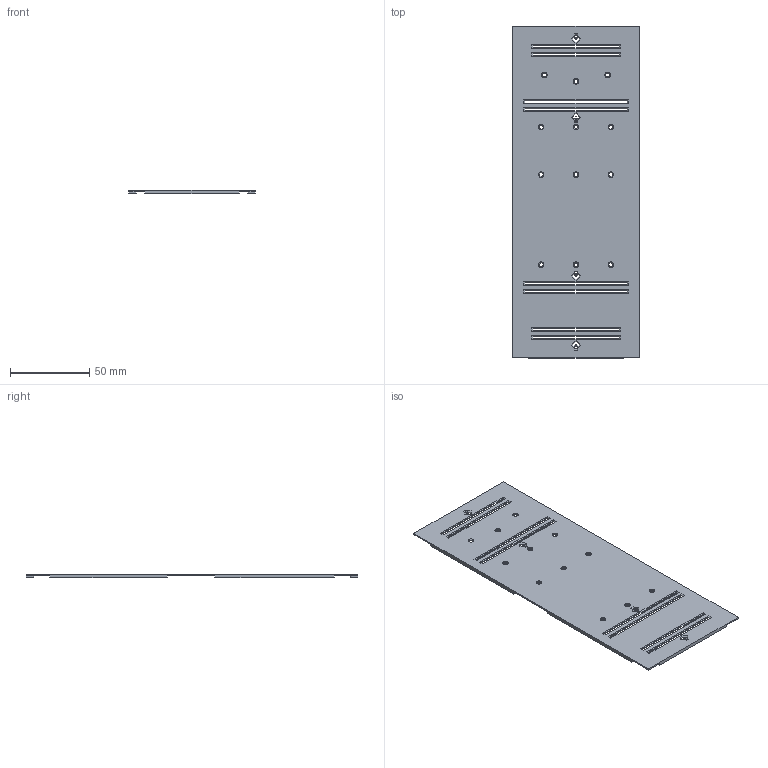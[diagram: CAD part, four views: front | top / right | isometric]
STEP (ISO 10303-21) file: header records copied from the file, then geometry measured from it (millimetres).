
FILE_DESCRIPTION(('FreeCAD Model'),'2;1');
FILE_NAME('Open CASCADE Shape Model','2024-02-04T09:47:01',(''),(''), 'Open CASCADE STEP processor 7.7','FreeCAD','Unknown');
FILE_SCHEMA(('AUTOMOTIVE_DESIGN { 1 0 10303 214 1 1 1 1 }'));
Length unit declared in the file: millimetre
Products named in the file (1): Body
Bounding box: 80 x 210 x 2.2 mm (x, y, z)
Volume: 18254.4 mm3; surface area: 34445.2 mm2
Topology: 1 solids, 1 shells, 202 faces, 520 edges, 320 vertices
Faces by surface type: plane 166, cylinder 24, cone 12
Full cylindrical faces by diameter (mm): 2.5 x12
Entity records: 6082 total; most frequent: CARTESIAN_POINT 1043, ORIENTED_EDGE 1040, DIRECTION 986, EDGE_CURVE 520, LINE 460, VECTOR 460, VERTEX_POINT 320, AXIS2_PLACEMENT_3D 263
